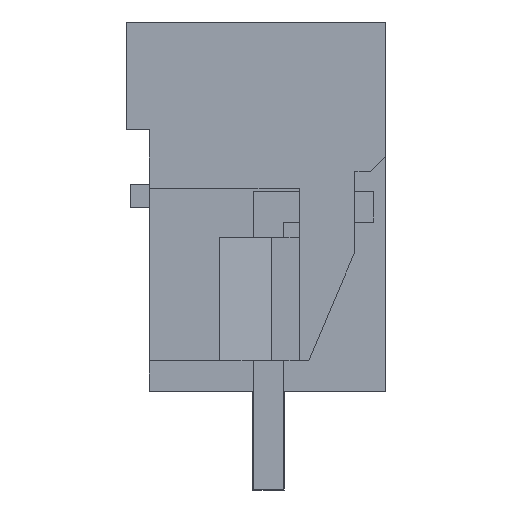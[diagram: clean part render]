
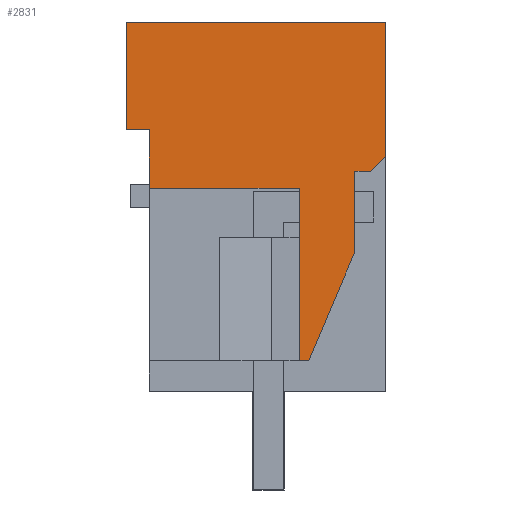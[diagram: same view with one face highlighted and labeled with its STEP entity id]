
A CAD part, left-side view. The second image highlights one B-rep face of the part: STEP entity #2831.
In plain terms, the highlighted planar face has unit normal (-1, 0, 0).
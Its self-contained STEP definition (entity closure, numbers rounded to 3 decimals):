
#2756=AXIS2_PLACEMENT_3D('Plane Axis2P3D',#2753,#2754,#2755) ;
#1313=CARTESIAN_POINT('Vertex',(0.,0.,15.2)) ;
#1316=CARTESIAN_POINT('Line Origine',(0.,0.,13.023)) ;
#1320=CARTESIAN_POINT('Vertex',(0.,0.,10.846)) ;
#1925=CARTESIAN_POINT('Vertex',(0.,7.68,9.8)) ;
#1928=CARTESIAN_POINT('Line Origine',(0.,7.68,10.75)) ;
#1932=CARTESIAN_POINT('Vertex',(0.,7.68,11.7)) ;
#2734=CARTESIAN_POINT('Line Origine',(0.,0.25,10.596)) ;
#2738=CARTESIAN_POINT('Vertex',(0.,0.5,10.346)) ;
#2753=CARTESIAN_POINT('Axis2P3D Location',(0.,-1.5,3.2)) ;
#2758=CARTESIAN_POINT('Line Origine',(0.,4.215,15.2)) ;
#2762=CARTESIAN_POINT('Vertex',(0.,8.43,15.2)) ;
#2765=CARTESIAN_POINT('Line Origine',(0.,8.43,13.45)) ;
#2769=CARTESIAN_POINT('Vertex',(0.,8.43,11.7)) ;
#2772=CARTESIAN_POINT('Line Origine',(0.,8.055,11.7)) ;
#2777=CARTESIAN_POINT('Line Origine',(0.,5.245,9.8)) ;
#2781=CARTESIAN_POINT('Vertex',(0.,2.81,9.8)) ;
#2784=CARTESIAN_POINT('Line Origine',(0.,2.81,7.)) ;
#2788=CARTESIAN_POINT('Vertex',(0.,2.81,4.2)) ;
#2791=CARTESIAN_POINT('Line Origine',(0.,2.655,4.2)) ;
#2795=CARTESIAN_POINT('Vertex',(0.,2.501,4.2)) ;
#2798=CARTESIAN_POINT('Line Origine',(0.,1.752,5.968)) ;
#2802=CARTESIAN_POINT('Vertex',(0.,1.003,7.735)) ;
#2805=CARTESIAN_POINT('Line Origine',(0.,1.003,9.041)) ;
#2809=CARTESIAN_POINT('Vertex',(0.,1.003,10.346)) ;
#2812=CARTESIAN_POINT('Line Origine',(0.,0.751,10.346)) ;
#1317=DIRECTION('Vector Direction',(0.,0.,1.)) ;
#1929=DIRECTION('Vector Direction',(0.,0.,-1.)) ;
#2735=DIRECTION('Vector Direction',(0.,-0.707,0.707)) ;
#2754=DIRECTION('Axis2P3D Direction',(-1.,0.,0.)) ;
#2755=DIRECTION('Axis2P3D XDirection',(0.,0.,1.)) ;
#2759=DIRECTION('Vector Direction',(0.,1.,0.)) ;
#2766=DIRECTION('Vector Direction',(0.,0.,-1.)) ;
#2773=DIRECTION('Vector Direction',(0.,-1.,0.)) ;
#2778=DIRECTION('Vector Direction',(0.,-1.,0.)) ;
#2785=DIRECTION('Vector Direction',(0.,0.,-1.)) ;
#2792=DIRECTION('Vector Direction',(0.,1.,0.)) ;
#2799=DIRECTION('Vector Direction',(0.,0.39,-0.921)) ;
#2806=DIRECTION('Vector Direction',(0.,0.,-1.)) ;
#2813=DIRECTION('Vector Direction',(0.,-1.,0.)) ;
#1318=VECTOR('Line Direction',#1317,1.) ;
#1930=VECTOR('Line Direction',#1929,1.) ;
#2736=VECTOR('Line Direction',#2735,1.) ;
#2760=VECTOR('Line Direction',#2759,1.) ;
#2767=VECTOR('Line Direction',#2766,1.) ;
#2774=VECTOR('Line Direction',#2773,1.) ;
#2779=VECTOR('Line Direction',#2778,1.) ;
#2786=VECTOR('Line Direction',#2785,1.) ;
#2793=VECTOR('Line Direction',#2792,1.) ;
#2800=VECTOR('Line Direction',#2799,1.) ;
#2807=VECTOR('Line Direction',#2806,1.) ;
#2814=VECTOR('Line Direction',#2813,1.) ;
#2818=ORIENTED_EDGE('',*,*,#1322,.T.) ;
#2819=ORIENTED_EDGE('',*,*,#2764,.T.) ;
#2820=ORIENTED_EDGE('',*,*,#2771,.T.) ;
#2821=ORIENTED_EDGE('',*,*,#2776,.T.) ;
#2822=ORIENTED_EDGE('',*,*,#1934,.T.) ;
#2823=ORIENTED_EDGE('',*,*,#2783,.T.) ;
#2824=ORIENTED_EDGE('',*,*,#2790,.T.) ;
#2825=ORIENTED_EDGE('',*,*,#2797,.F.) ;
#2826=ORIENTED_EDGE('',*,*,#2804,.F.) ;
#2827=ORIENTED_EDGE('',*,*,#2811,.F.) ;
#2828=ORIENTED_EDGE('',*,*,#2816,.F.) ;
#2829=ORIENTED_EDGE('',*,*,#2740,.F.) ;
#2831=ADVANCED_FACE('HOUSING',(#2830),#2757,.T.) ;
#1322=EDGE_CURVE('',#1321,#1314,#1319,.T.) ;
#1934=EDGE_CURVE('',#1933,#1926,#1931,.T.) ;
#2740=EDGE_CURVE('',#1321,#2739,#2737,.F.) ;
#2764=EDGE_CURVE('',#1314,#2763,#2761,.T.) ;
#2771=EDGE_CURVE('',#2763,#2770,#2768,.T.) ;
#2776=EDGE_CURVE('',#2770,#1933,#2775,.T.) ;
#2783=EDGE_CURVE('',#1926,#2782,#2780,.T.) ;
#2790=EDGE_CURVE('',#2782,#2789,#2787,.T.) ;
#2797=EDGE_CURVE('',#2796,#2789,#2794,.T.) ;
#2804=EDGE_CURVE('',#2803,#2796,#2801,.T.) ;
#2811=EDGE_CURVE('',#2810,#2803,#2808,.T.) ;
#2816=EDGE_CURVE('',#2739,#2810,#2815,.F.) ;
#2817=EDGE_LOOP('',(#2818,#2819,#2820,#2821,#2822,#2823,#2824,#2825,#2826,#2827,#2828,#2829)) ;
#2830=FACE_OUTER_BOUND('',#2817,.T.) ;
#1319=LINE('Line',#1316,#1318) ;
#1931=LINE('Line',#1928,#1930) ;
#2737=LINE('Line',#2734,#2736) ;
#2761=LINE('Line',#2758,#2760) ;
#2768=LINE('Line',#2765,#2767) ;
#2775=LINE('Line',#2772,#2774) ;
#2780=LINE('Line',#2777,#2779) ;
#2787=LINE('Line',#2784,#2786) ;
#2794=LINE('Line',#2791,#2793) ;
#2801=LINE('Line',#2798,#2800) ;
#2808=LINE('Line',#2805,#2807) ;
#2815=LINE('Line',#2812,#2814) ;
#2757=PLANE('',#2756) ;
#1314=VERTEX_POINT('',#1313) ;
#1321=VERTEX_POINT('',#1320) ;
#1926=VERTEX_POINT('',#1925) ;
#1933=VERTEX_POINT('',#1932) ;
#2739=VERTEX_POINT('',#2738) ;
#2763=VERTEX_POINT('',#2762) ;
#2770=VERTEX_POINT('',#2769) ;
#2782=VERTEX_POINT('',#2781) ;
#2789=VERTEX_POINT('',#2788) ;
#2796=VERTEX_POINT('',#2795) ;
#2803=VERTEX_POINT('',#2802) ;
#2810=VERTEX_POINT('',#2809) ;
